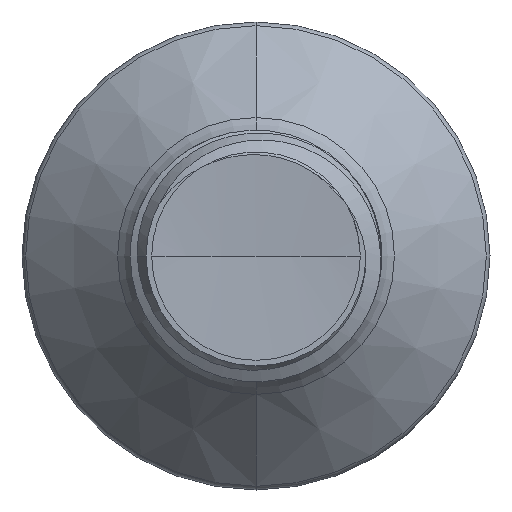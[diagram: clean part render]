
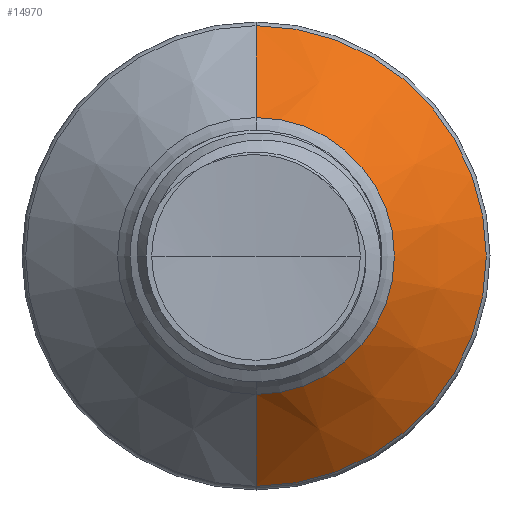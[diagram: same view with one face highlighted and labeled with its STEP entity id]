
A CAD part, front view. The second image highlights one B-rep face of the part: STEP entity #14970.
In plain terms, the highlighted conical face has half-angle 45 degrees and reference radius 2.75 mm.
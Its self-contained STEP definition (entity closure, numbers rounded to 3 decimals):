
#25 = CARTESIAN_POINT ( 'NONE',  ( 0., 7.692, -4.577 ) ) ;
#460 = DIRECTION ( 'NONE',  ( 0., 0., 1. ) ) ;
#481 = DIRECTION ( 'NONE',  ( 0., 1., 0. ) ) ;
#521 = CARTESIAN_POINT ( 'NONE',  ( 0., 7.692, 0. ) ) ;
#1073 = LINE ( 'NONE', #3206, #14771 ) ;
#1157 = ORIENTED_EDGE ( 'NONE', *, *, #5011, .F. ) ;
#1288 = CIRCLE ( 'NONE', #8514, 2.75 ) ;
#1859 = AXIS2_PLACEMENT_3D ( 'NONE', #521, #481, #460 ) ;
#3159 = DIRECTION ( 'NONE',  ( 0., 0.707, 0.707 ) ) ;
#3206 = CARTESIAN_POINT ( 'NONE',  ( 0., 5.865, 2.75 ) ) ;
#3361 = CARTESIAN_POINT ( 'NONE',  ( 0., 5.865, 0. ) ) ;
#3452 = VERTEX_POINT ( 'NONE', #25 ) ;
#3583 = LINE ( 'NONE', #6274, #16411 ) ;
#3914 = CARTESIAN_POINT ( 'NONE',  ( 0., 5.865, 2.75 ) ) ;
#4318 = ORIENTED_EDGE ( 'NONE', *, *, #5358, .T. ) ;
#4989 = EDGE_CURVE ( 'NONE', #11411, #14959, #1073, .T. ) ;
#5011 = EDGE_CURVE ( 'NONE', #14959, #3452, #11934, .T. ) ;
#5090 = CONICAL_SURFACE ( 'NONE', #15560, 2.75, 0.785 ) ;
#5358 = EDGE_CURVE ( 'NONE', #14214, #3452, #3583, .T. ) ;
#5919 = EDGE_CURVE ( 'NONE', #11411, #14214, #1288, .T. ) ;
#6274 = CARTESIAN_POINT ( 'NONE',  ( 0., 5.865, -2.75 ) ) ;
#6730 = CARTESIAN_POINT ( 'NONE',  ( 0., 5.865, -2.75 ) ) ;
#7670 = ORIENTED_EDGE ( 'NONE', *, *, #5919, .T. ) ;
#7949 = DIRECTION ( 'NONE',  ( 0., 0., 1. ) ) ;
#7973 = DIRECTION ( 'NONE',  ( 0., 1., 0. ) ) ;
#8002 = CARTESIAN_POINT ( 'NONE',  ( 0., 5.865, 0. ) ) ;
#8514 = AXIS2_PLACEMENT_3D ( 'NONE', #8002, #7973, #7949 ) ;
#11411 = VERTEX_POINT ( 'NONE', #3914 ) ;
#11934 = CIRCLE ( 'NONE', #1859, 4.577 ) ;
#13247 = EDGE_LOOP ( 'NONE', ( #7670, #4318, #1157, #14670 ) ) ;
#13811 = DIRECTION ( 'NONE',  ( 0., 0.707, -0.707 ) ) ;
#14064 = DIRECTION ( 'NONE',  ( 0., 0., 1. ) ) ;
#14214 = VERTEX_POINT ( 'NONE', #6730 ) ;
#14670 = ORIENTED_EDGE ( 'NONE', *, *, #4989, .F. ) ;
#14771 = VECTOR ( 'NONE', #3159, 1000. ) ;
#14959 = VERTEX_POINT ( 'NONE', #15019 ) ;
#14970 = ADVANCED_FACE ( 'NONE', ( #15455 ), #5090, .T. ) ;
#15019 = CARTESIAN_POINT ( 'NONE',  ( 0., 7.692, 4.577 ) ) ;
#15455 = FACE_OUTER_BOUND ( 'NONE', #13247, .T. ) ;
#15560 = AXIS2_PLACEMENT_3D ( 'NONE', #3361, #15971, #14064 ) ;
#15971 = DIRECTION ( 'NONE',  ( 0., 1., 0. ) ) ;
#16411 = VECTOR ( 'NONE', #13811, 1000. ) ;
